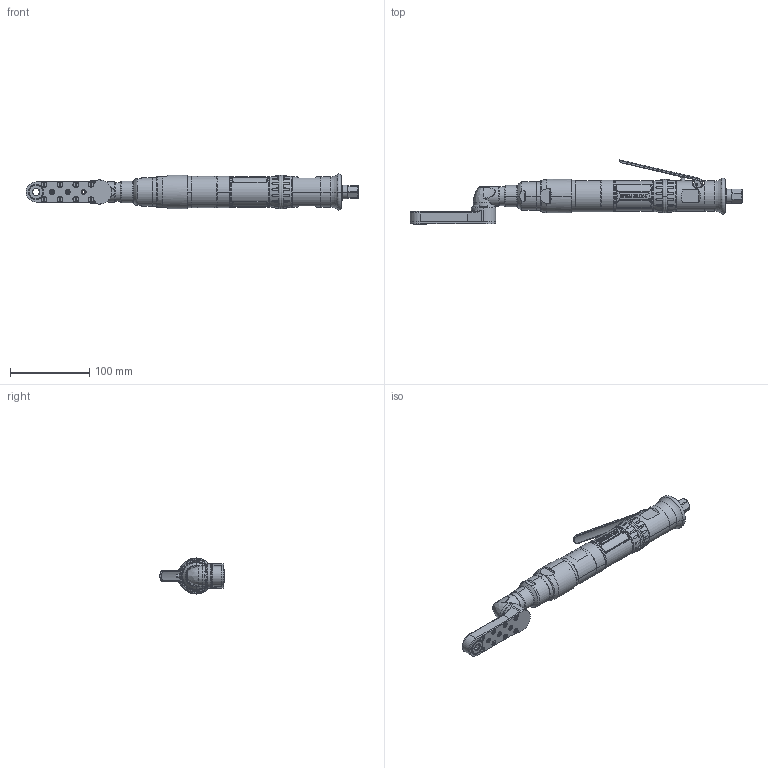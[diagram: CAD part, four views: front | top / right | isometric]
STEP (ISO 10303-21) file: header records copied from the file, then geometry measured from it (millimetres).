
FILE_DESCRIPTION((''),'2;1');
FILE_NAME('AA23LC106-13_2','2010-09-27T',('EJF1116'),(''),'PRO/ENGINEER BY PARAMETRIC TECHNOLOGY CORPORATION, 2005030','PRO/ENGINEER BY PARAMETRIC TECHNOLOGY CORPORATION, 2005030','');
FILE_SCHEMA(('CONFIG_CONTROL_DESIGN'));
Products named in the file (1): AA23LC106-13_2
Bounding box: 418.11 x 80.88 x 45.42 mm (x, y, z)
Surface area: 98544.1 mm2 (no closed solid volume)
Topology: 0 solids, 131 shells, 717 faces, 3129 edges, 2459 vertices
Faces by surface type: cylinder 302, plane 224, bspline 77, cone 72, torus 39, sphere 3
Entity records: 65339 total; most frequent: CARTESIAN_POINT 41852, DIRECTION 4593, ORIENTED_EDGE 4260, EDGE_CURVE 3127, VERTEX_POINT 2459, AXIS2_PLACEMENT_3D 1826, CIRCLE 1186, B_SPLINE_CURVE_WITH_KNOTS 1000
